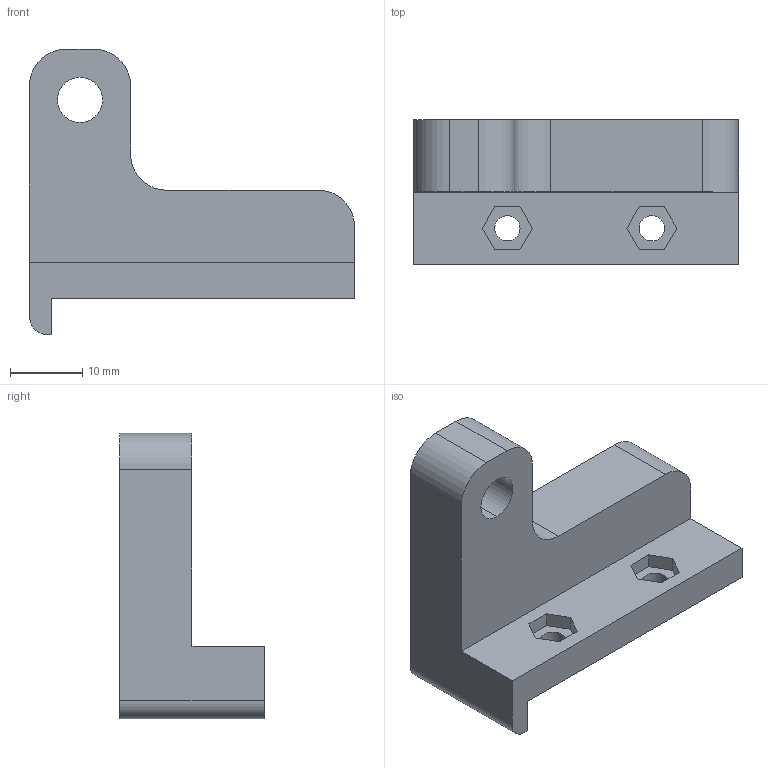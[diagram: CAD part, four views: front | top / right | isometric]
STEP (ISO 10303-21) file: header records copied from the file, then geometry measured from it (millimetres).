
FILE_DESCRIPTION (( 'STEP AP203' ), '1' );
FILE_NAME ('z_end_left.STEP', '2013-06-24T14:44:28', ( 'LVG' ), ( 'MouseComputer PC' ), 'SwSTEP 2.0', 'SolidWorks 2013', '' );
FILE_SCHEMA (( 'CONFIG_CONTROL_DESIGN' ));
Length unit declared in the file: millimetre
Products named in the file (1): z_end_left
Bounding box: 45 x 20 x 39.5 mm (x, y, z)
Volume: 11406.6 mm3; surface area: 4830.2 mm2
Topology: 1 solids, 1 shells, 37 faces, 99 edges, 66 vertices
Faces by surface type: plane 26, cylinder 11
Entity records: 1244 total; most frequent: CARTESIAN_POINT 203, ORIENTED_EDGE 198, DIRECTION 197, EDGE_CURVE 99, VECTOR 77, LINE 77, VERTEX_POINT 66, AXIS2_PLACEMENT_3D 60
